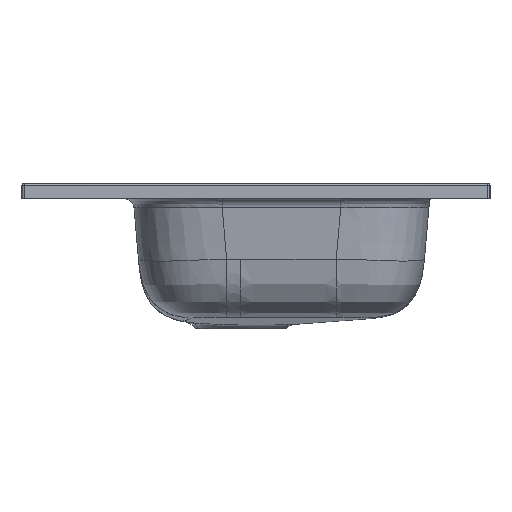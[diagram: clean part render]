
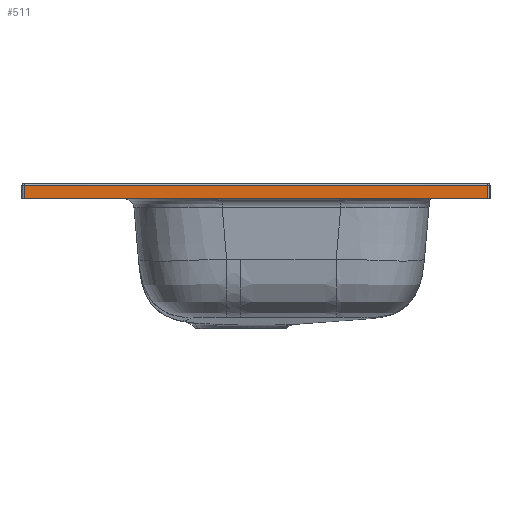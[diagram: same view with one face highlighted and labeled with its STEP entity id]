
A CAD part, left-side view. The second image highlights one B-rep face of the part: STEP entity #511.
In plain terms, the highlighted face is a extrusion surface.
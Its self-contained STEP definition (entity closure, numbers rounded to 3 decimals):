
#50=SURFACE_OF_LINEAR_EXTRUSION('',#3193,#450);
#388=LINE('',#11278,#448);
#389=LINE('',#11300,#449);
#448=VECTOR('',#3660,1.);
#449=VECTOR('',#3661,1.);
#450=VECTOR('',#3662,1.);
#511=ADVANCED_FACE('',(#820),#50,.F.);
#820=FACE_OUTER_BOUND('',#1039,.T.);
#1039=EDGE_LOOP('',(#1384,#1385,#1386,#1387));
#1384=ORIENTED_EDGE('',*,*,#2719,.T.);
#1385=ORIENTED_EDGE('',*,*,#2720,.T.);
#1386=ORIENTED_EDGE('',*,*,#2721,.T.);
#1387=ORIENTED_EDGE('',*,*,#2674,.T.);
#2360=VERTEX_POINT('',#7990);
#2361=VERTEX_POINT('',#7998);
#2398=VERTEX_POINT('',#11279);
#2399=VERTEX_POINT('',#11299);
#2674=EDGE_CURVE('',#2361,#2360,#3161,.T.);
#2719=EDGE_CURVE('',#2360,#2398,#388,.T.);
#2720=EDGE_CURVE('',#2398,#2399,#3192,.T.);
#2721=EDGE_CURVE('',#2399,#2361,#389,.T.);
#3161=B_SPLINE_CURVE_WITH_KNOTS('',3,(#7991,#7992,#7993,#7994,#7995,#7996,
#7997),.UNSPECIFIED.,.F.,.F.,(4,3,4),(0.,0.5,1.),.UNSPECIFIED.);
#3192=B_SPLINE_CURVE_WITH_KNOTS('',3,(#11280,#11281,#11282,#11283,#11284,
#11285,#11286,#11287,#11288,#11289,#11290,#11291,#11292,#11293,#11294,#11295,
#11296,#11297,#11298),.UNSPECIFIED.,.F.,.F.,(4,3,3,3,3,3,4),(0.,0.009,
0.044,0.184,0.465,0.732,
1.),.UNSPECIFIED.);
#3193=B_SPLINE_CURVE_WITH_KNOTS('',1,(#11301,#11302),.UNSPECIFIED.,.F.,
 .F.,(2,2),(0.,1.),.UNSPECIFIED.);
#3660=DIRECTION('',(0.,0.,1.));
#3661=DIRECTION('',(0.,0.,-1.));
#3662=DIRECTION('',(0.,0.,-1.));
#7990=CARTESIAN_POINT('',(-352.5,-243.,-15.));
#7991=CARTESIAN_POINT('',(-352.5,213.,-15.));
#7992=CARTESIAN_POINT('',(-352.5,137.,-15.));
#7993=CARTESIAN_POINT('',(-352.5,61.,-15.));
#7994=CARTESIAN_POINT('',(-352.5,-15.,-15.));
#7995=CARTESIAN_POINT('',(-352.5,-91.,-15.));
#7996=CARTESIAN_POINT('',(-352.5,-167.,-15.));
#7997=CARTESIAN_POINT('',(-352.5,-243.,-15.));
#7998=CARTESIAN_POINT('',(-352.5,213.,-15.));
#11278=CARTESIAN_POINT('',(-352.5,-243.,-15.));
#11279=CARTESIAN_POINT('',(-352.5,-243.,-2.));
#11280=CARTESIAN_POINT('',(-352.5,-243.,-2.));
#11281=CARTESIAN_POINT('',(-352.5,-241.667,-2.));
#11282=CARTESIAN_POINT('',(-352.5,-240.333,-2.));
#11283=CARTESIAN_POINT('',(-352.5,-239.,-2.));
#11284=CARTESIAN_POINT('',(-352.5,-233.667,-2.));
#11285=CARTESIAN_POINT('',(-352.5,-228.333,-2.));
#11286=CARTESIAN_POINT('',(-352.5,-223.,-2.));
#11287=CARTESIAN_POINT('',(-352.5,-201.667,-2.));
#11288=CARTESIAN_POINT('',(-352.5,-180.333,-2.));
#11289=CARTESIAN_POINT('',(-352.5,-159.,-2.));
#11290=CARTESIAN_POINT('',(-352.5,-116.333,-2.));
#11291=CARTESIAN_POINT('',(-352.5,-73.667,-2.));
#11292=CARTESIAN_POINT('',(-352.5,-31.,-2.));
#11293=CARTESIAN_POINT('',(-352.5,9.667,-2.));
#11294=CARTESIAN_POINT('',(-352.5,50.333,-2.));
#11295=CARTESIAN_POINT('',(-352.5,91.,-2.));
#11296=CARTESIAN_POINT('',(-352.5,131.667,-2.));
#11297=CARTESIAN_POINT('',(-352.5,172.333,-2.));
#11298=CARTESIAN_POINT('',(-352.5,213.,-2.));
#11299=CARTESIAN_POINT('',(-352.5,213.,-2.));
#11300=CARTESIAN_POINT('',(-352.5,213.,0.));
#11301=CARTESIAN_POINT('',(-352.5,215.,0.));
#11302=CARTESIAN_POINT('',(-352.5,-245.,0.));
